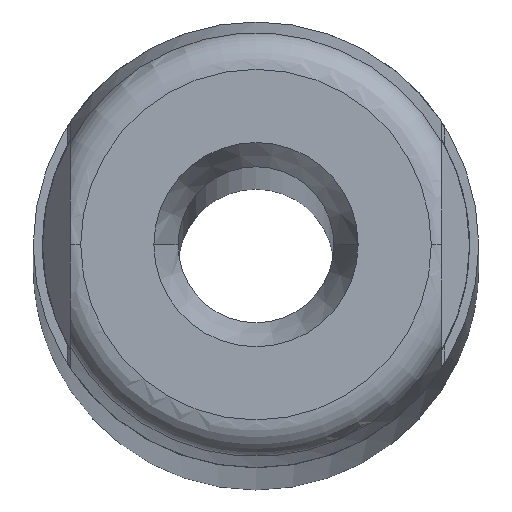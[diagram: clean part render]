
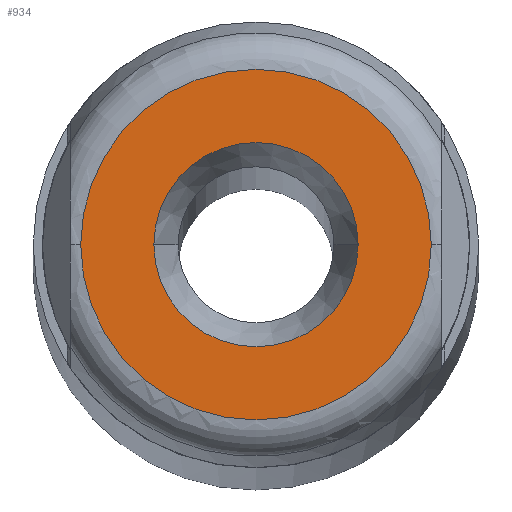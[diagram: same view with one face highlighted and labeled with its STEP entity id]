
A CAD part, top view. The second image highlights one B-rep face of the part: STEP entity #934.
In plain terms, the highlighted planar face has unit normal (0, 0, 1).
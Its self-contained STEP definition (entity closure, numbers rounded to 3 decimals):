
#197 = DIRECTION ( 'NONE',  ( -1., 0., 0. ) ) ;
#202 = AXIS2_PLACEMENT_3D ( 'NONE', #258, #206, #249 ) ;
#204 = AXIS2_PLACEMENT_3D ( 'NONE', #211, #243, #242 ) ;
#205 = CIRCLE ( 'NONE', #204, 2.75 ) ;
#206 = DIRECTION ( 'NONE',  ( 0., 0., 1. ) ) ;
#209 = CIRCLE ( 'NONE', #202, 4.72 ) ;
#211 = CARTESIAN_POINT ( 'NONE',  ( 0., 0., 0. ) ) ;
#242 = DIRECTION ( 'NONE',  ( 1., 0., 0. ) ) ;
#243 = DIRECTION ( 'NONE',  ( 0., 0., 1. ) ) ;
#244 = FACE_OUTER_BOUND ( 'NONE', #920, .T. ) ;
#245 = DIRECTION ( 'NONE',  ( 0., 0., -1. ) ) ;
#246 = CARTESIAN_POINT ( 'NONE',  ( 0., 0., 0. ) ) ;
#247 = AXIS2_PLACEMENT_3D ( 'NONE', #246, #245, #197 ) ;
#249 = DIRECTION ( 'NONE',  ( 1., 0., 0. ) ) ;
#250 = PLANE ( 'NONE',  #247 ) ;
#252 = FACE_BOUND ( 'NONE', #961, .T. ) ;
#258 = CARTESIAN_POINT ( 'NONE',  ( 0., 0., 0. ) ) ;
#447 = CARTESIAN_POINT ( 'NONE',  ( 2.75, 0., 0. ) ) ;
#521 = CARTESIAN_POINT ( 'NONE',  ( -2.75, 0., 0. ) ) ;
#562 = AXIS2_PLACEMENT_3D ( 'NONE', #589, #649, #648 ) ;
#589 = CARTESIAN_POINT ( 'NONE',  ( 0., 0., 0. ) ) ;
#590 = CIRCLE ( 'NONE', #562, 4.72 ) ;
#648 = DIRECTION ( 'NONE',  ( 1., 0., 0. ) ) ;
#649 = DIRECTION ( 'NONE',  ( 0., 0., 1. ) ) ;
#651 = CARTESIAN_POINT ( 'NONE',  ( -4.72, 0., 0. ) ) ;
#683 = CARTESIAN_POINT ( 'NONE',  ( 4.72, 0., 0. ) ) ;
#754 = CARTESIAN_POINT ( 'NONE',  ( 0., 0., 0. ) ) ;
#755 = CIRCLE ( 'NONE', #804, 2.75 ) ;
#763 = DIRECTION ( 'NONE',  ( 0., 0., 1. ) ) ;
#803 = DIRECTION ( 'NONE',  ( 1., 0., 0. ) ) ;
#804 = AXIS2_PLACEMENT_3D ( 'NONE', #754, #763, #803 ) ;
#920 = EDGE_LOOP ( 'NONE', ( #960, #958 ) ) ;
#925 = EDGE_CURVE ( 'NONE', #1097, #1121, #209, .T. ) ;
#929 = ORIENTED_EDGE ( 'NONE', *, *, #1155, .F. ) ;
#930 = EDGE_CURVE ( 'NONE', #1050, #1052, #205, .T. ) ;
#934 = ADVANCED_FACE ( 'NONE', ( #252, #244 ), #250, .F. ) ;
#956 = ORIENTED_EDGE ( 'NONE', *, *, #930, .F. ) ;
#958 = ORIENTED_EDGE ( 'NONE', *, *, #925, .T. ) ;
#960 = ORIENTED_EDGE ( 'NONE', *, *, #1095, .T. ) ;
#961 = EDGE_LOOP ( 'NONE', ( #956, #929 ) ) ;
#1050 = VERTEX_POINT ( 'NONE', #447 ) ;
#1052 = VERTEX_POINT ( 'NONE', #521 ) ;
#1095 = EDGE_CURVE ( 'NONE', #1121, #1097, #590, .T. ) ;
#1097 = VERTEX_POINT ( 'NONE', #651 ) ;
#1121 = VERTEX_POINT ( 'NONE', #683 ) ;
#1155 = EDGE_CURVE ( 'NONE', #1052, #1050, #755, .T. ) ;
